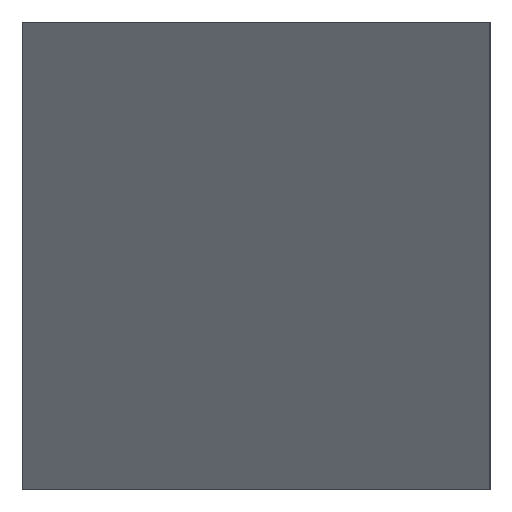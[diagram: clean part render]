
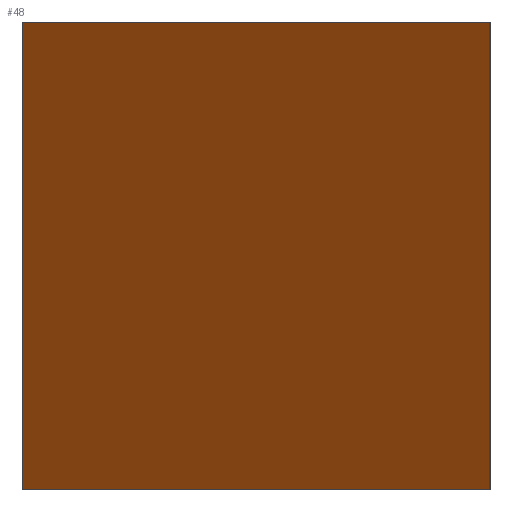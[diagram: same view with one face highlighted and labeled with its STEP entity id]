
A CAD part, left-side view. The second image highlights one B-rep face of the part: STEP entity #48.
In plain terms, the highlighted planar face has unit normal (-0.707, 0.707, 0).
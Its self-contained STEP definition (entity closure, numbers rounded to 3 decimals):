
#2 = AXIS2_PLACEMENT_3D ( 'NONE', #210, #122, #184 ) ;
#10 = CARTESIAN_POINT ( 'NONE',  ( 77.287, 99.844, 20. ) ) ;
#36 = PLANE ( 'NONE',  #2 ) ;
#40 = DIRECTION ( 'NONE',  ( 0., 0., -1. ) ) ;
#48 = ADVANCED_FACE ( 'NONE', ( #194 ), #36, .F. ) ;
#58 = CARTESIAN_POINT ( 'NONE',  ( 97.287, 119.844, 20. ) ) ;
#73 = ORIENTED_EDGE ( 'NONE', *, *, #115, .T. ) ;
#81 = CARTESIAN_POINT ( 'NONE',  ( 77.287, 99.844, 0. ) ) ;
#83 = LINE ( 'NONE', #131, #116 ) ;
#97 = EDGE_LOOP ( 'NONE', ( #73, #168, #134, #145 ) ) ;
#99 = CARTESIAN_POINT ( 'NONE',  ( 77.287, 99.844, 0. ) ) ;
#101 = LINE ( 'NONE', #221, #206 ) ;
#108 = EDGE_CURVE ( 'NONE', #161, #165, #174, .T. ) ;
#113 = DIRECTION ( 'NONE',  ( 0., 0., -1. ) ) ;
#115 = EDGE_CURVE ( 'NONE', #230, #152, #127, .T. ) ;
#116 = VECTOR ( 'NONE', #40, 1000. ) ;
#122 = DIRECTION ( 'NONE',  ( 0.707, -0.707, 0. ) ) ;
#127 = LINE ( 'NONE', #81, #175 ) ;
#129 = EDGE_CURVE ( 'NONE', #161, #230, #101, .T. ) ;
#131 = CARTESIAN_POINT ( 'NONE',  ( 77.287, 99.844, 20. ) ) ;
#133 = DIRECTION ( 'NONE',  ( -0.707, -0.707, 0. ) ) ;
#134 = ORIENTED_EDGE ( 'NONE', *, *, #108, .F. ) ;
#142 = EDGE_CURVE ( 'NONE', #165, #152, #83, .T. ) ;
#145 = ORIENTED_EDGE ( 'NONE', *, *, #129, .T. ) ;
#147 = CARTESIAN_POINT ( 'NONE',  ( 97.287, 119.844, 0. ) ) ;
#149 = DIRECTION ( 'NONE',  ( -0.707, -0.707, 0. ) ) ;
#152 = VERTEX_POINT ( 'NONE', #99 ) ;
#156 = CARTESIAN_POINT ( 'NONE',  ( 77.287, 99.844, 20. ) ) ;
#161 = VERTEX_POINT ( 'NONE', #58 ) ;
#163 = VECTOR ( 'NONE', #133, 1000. ) ;
#165 = VERTEX_POINT ( 'NONE', #10 ) ;
#168 = ORIENTED_EDGE ( 'NONE', *, *, #142, .F. ) ;
#174 = LINE ( 'NONE', #156, #163 ) ;
#175 = VECTOR ( 'NONE', #149, 1000. ) ;
#184 = DIRECTION ( 'NONE',  ( 0.707, 0.707, 0. ) ) ;
#194 = FACE_OUTER_BOUND ( 'NONE', #97, .T. ) ;
#206 = VECTOR ( 'NONE', #113, 1000. ) ;
#210 = CARTESIAN_POINT ( 'NONE',  ( 77.287, 99.844, 20. ) ) ;
#221 = CARTESIAN_POINT ( 'NONE',  ( 97.287, 119.844, 20. ) ) ;
#230 = VERTEX_POINT ( 'NONE', #147 ) ;
